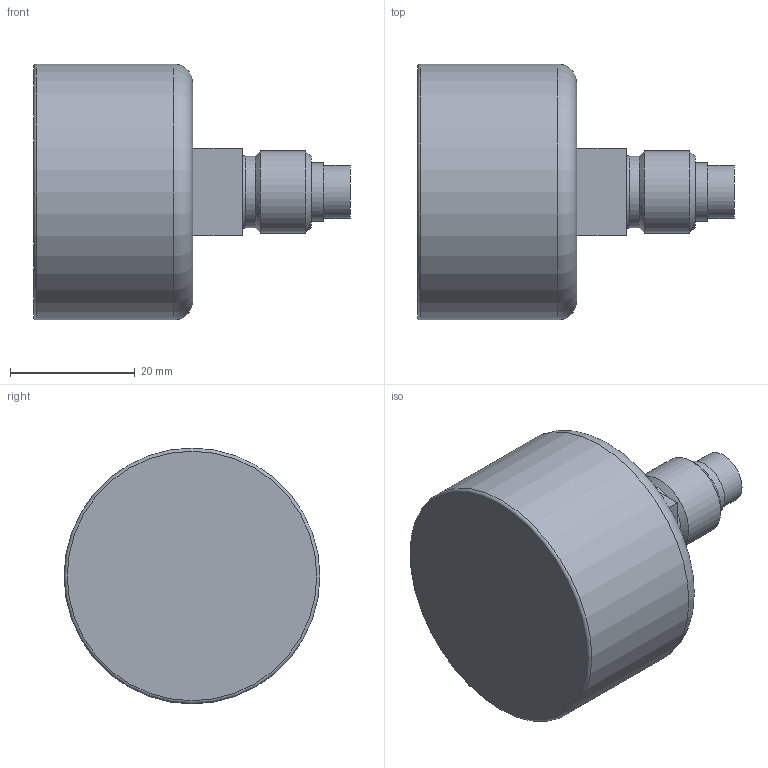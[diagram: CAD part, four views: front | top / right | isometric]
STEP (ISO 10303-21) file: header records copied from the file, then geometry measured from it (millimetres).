
FILE_DESCRIPTION(/* description */ ('STEP AP214'),/* implementation_level */ '2;1');
FILE_NAME(/* name */ '183902_MA-40-25-G1_4-EN',/* time_stamp */ '2024-09-05T03:18:43+02:00',/* author */ ('License CC BY-ND 4.0'),/* organization */ ('CADENAS'),/* preprocessor_version */ 'ST-DEVELOPER v19.3',/* originating_system */ 'PARTsolutions',/* authorisation */ ' ');
FILE_SCHEMA (('CONFIG_CONTROL_DESIGN','AUTOMOTIVE_DESIGN {1 0 10303 214 3 1 1}'));
Length unit declared in the file: millimetre
Products named in the file (1): 183902 MA-40-25-G1/4-EN
Bounding box: 50.8 x 41 x 41 mm (x, y, z)
Volume: 36769.2 mm3; surface area: 6807.8 mm2
Topology: 1 solids, 1 shells, 20 faces, 36 edges, 22 vertices
Faces by surface type: plane 10, cylinder 5, torus 3, cone 2
Full cylindrical faces by diameter (mm): 8.5 x1, 9.3 x1, 11.445 x1, 13.157 x1, 41 x1
Entity records: 466 total; most frequent: DIRECTION 82, CARTESIAN_POINT 69, ORIENTED_EDGE 52, AXIS2_PLACEMENT_3D 35, EDGE_LOOP 34, FACE_BOUND 34, EDGE_CURVE 26, VERTEX_POINT 22
